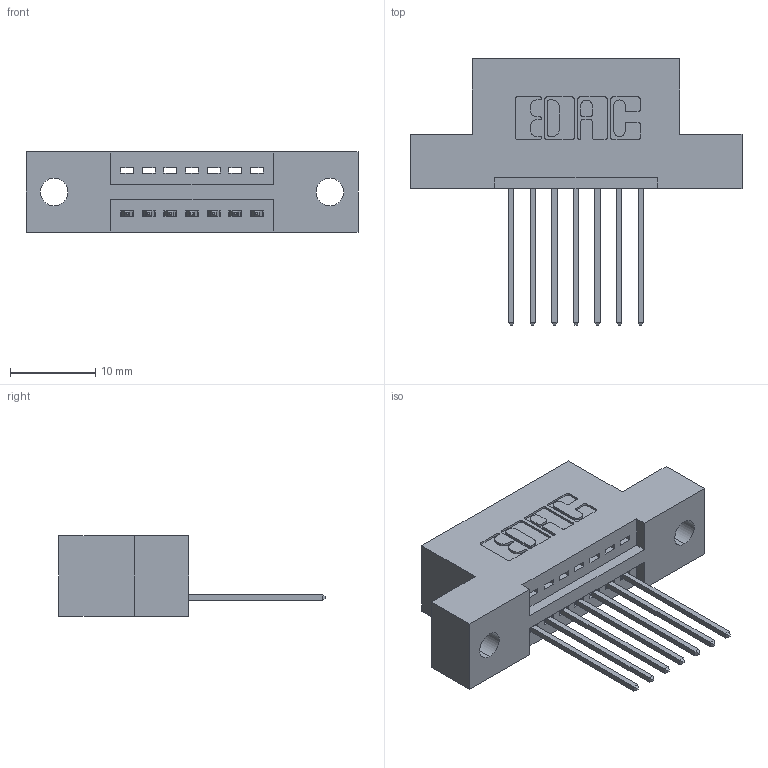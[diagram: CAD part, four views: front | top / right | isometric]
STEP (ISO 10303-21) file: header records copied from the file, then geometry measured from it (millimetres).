
FILE_DESCRIPTION (( 'STEP AP203' ), '1' );
FILE_NAME ('345-007-542-102.STEP', '2018-08-17T02:19:08', ( '' ), ( '' ), 'SwSTEP 2.0', 'SolidWorks 2016', '' );
FILE_SCHEMA (( 'CONFIG_CONTROL_DESIGN' ));
Length unit declared in the file: inch
Products named in the file (3): 345 Part_Flush Mounting Lugs - 0.128 Dia; 345-292-001_345-293-142; 345-007-542-102
Assembly tree (8 placements, depth 2):
  345-007-542-102
    345 Part_Flush Mounting Lugs - 0.128 Dia
    345-292-001_345-293-142  x7
Bounding box: 38.99 x 31.29 x 9.4 mm (x, y, z)
Volume: 3395.4 mm3; surface area: 3863.5 mm2
Topology: 8 solids, 8 shells, 532 faces, 1573 edges, 1038 vertices
Faces by surface type: plane 360, cylinder 172
Entity records: 10001 total; most frequent: CARTESIAN_POINT 1741, ORIENTED_EDGE 1682, DIRECTION 1571, EDGE_CURVE 841, LINE 681, VECTOR 681, VERTEX_POINT 558, AXIS2_PLACEMENT_3D 445
